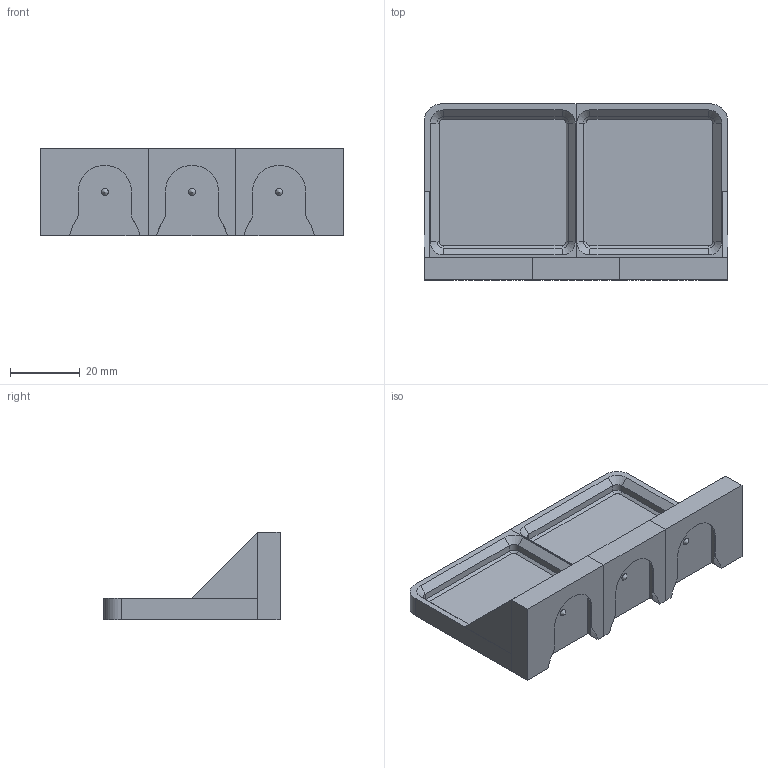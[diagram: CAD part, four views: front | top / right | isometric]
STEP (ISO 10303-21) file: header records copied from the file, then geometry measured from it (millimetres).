
FILE_DESCRIPTION(('HOOPS Exchange Step'),'2;1');
FILE_NAME('temp_export','2024-07-24T20:21:13+02:00',('ddanier'),('Shapr3D Limited'),'HOOPS Exchange 2024.2','Shapr3D','Authorized');
FILE_SCHEMA( ('AUTOMOTIVE_DESIGN { 1 0 10303 214 1 1 1 1 }') );
Length unit declared in the file: millimetre
Products named in the file (1): Gridfinity 2x1 shelve
Bounding box: 87 x 50.5 x 25 mm (x, y, z)
Volume: 19846.3 mm3; surface area: 18921.6 mm2
Topology: 7 solids, 7 shells, 131 faces, 298 edges, 183 vertices
Faces by surface type: plane 87, cone 22, cylinder 16, bspline 6
Entity records: 3794 total; most frequent: CARTESIAN_POINT 859, ORIENTED_EDGE 590, DIRECTION 586, EDGE_CURVE 295, VECTOR 226, LINE 226, VERTEX_POINT 183, AXIS2_PLACEMENT_3D 180
